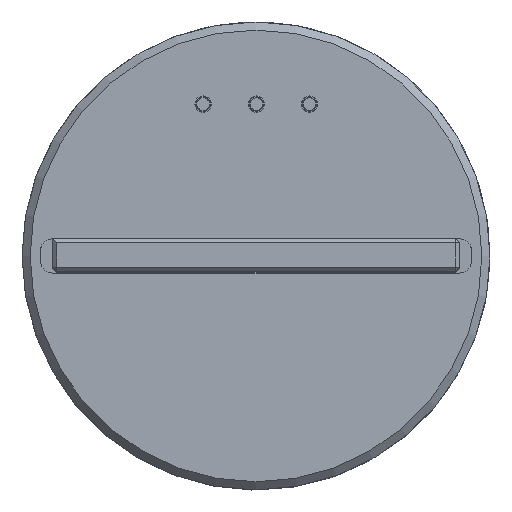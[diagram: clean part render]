
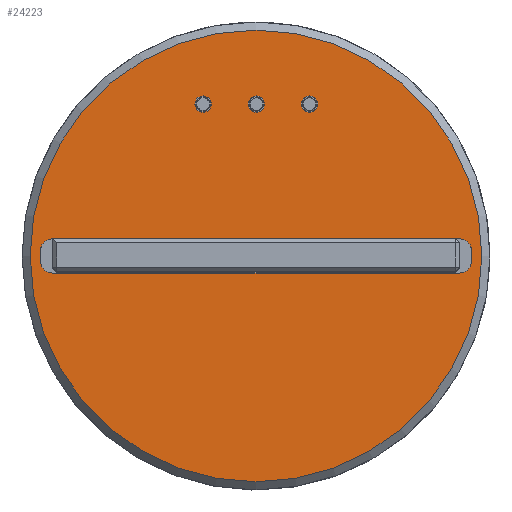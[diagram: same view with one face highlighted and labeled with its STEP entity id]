
A CAD part, top view. The second image highlights one B-rep face of the part: STEP entity #24223.
In plain terms, the highlighted planar face has unit normal (0, 0, 1).
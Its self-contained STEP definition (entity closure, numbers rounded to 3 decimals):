
#1441=FACE_BOUND('',#3930,.T.);
#1442=FACE_BOUND('',#3931,.T.);
#1443=FACE_BOUND('',#3932,.T.);
#1444=FACE_BOUND('',#3933,.T.);
#1560=PLANE('',#25725);
#2601=FACE_OUTER_BOUND('',#3929,.T.);
#3929=EDGE_LOOP('',(#17205));
#3930=EDGE_LOOP('',(#17206));
#3931=EDGE_LOOP('',(#17207));
#3932=EDGE_LOOP('',(#17208,#17209,#17210,#17211,#17212,#17213,#17214,#17215));
#3933=EDGE_LOOP('',(#17216));
#5358=LINE('',#34599,#8169);
#5362=LINE('',#34611,#8173);
#5366=LINE('',#34623,#8177);
#5371=LINE('',#34635,#8182);
#8169=VECTOR('',#27735,10.);
#8173=VECTOR('',#27747,10.);
#8177=VECTOR('',#27759,10.);
#8182=VECTOR('',#27772,10.);
#10976=CIRCLE('',#25682,2.);
#10978=CIRCLE('',#25685,2.);
#10980=CIRCLE('',#25688,3.);
#10982=CIRCLE('',#25692,3.);
#10984=CIRCLE('',#25696,3.);
#10987=CIRCLE('',#25701,3.);
#11003=CIRCLE('',#25720,55.5);
#11007=CIRCLE('',#25726,2.);
#11559=VERTEX_POINT('',#34577);
#11561=VERTEX_POINT('',#34583);
#11563=VERTEX_POINT('',#34589);
#11564=VERTEX_POINT('',#34590);
#11567=VERTEX_POINT('',#34598);
#11569=VERTEX_POINT('',#34604);
#11571=VERTEX_POINT('',#34610);
#11573=VERTEX_POINT('',#34616);
#11575=VERTEX_POINT('',#34622);
#11578=VERTEX_POINT('',#34630);
#11600=VERTEX_POINT('',#34680);
#11606=VERTEX_POINT('',#34696);
#13721=EDGE_CURVE('',#11559,#11559,#10976,.T.);
#13724=EDGE_CURVE('',#11561,#11561,#10978,.T.);
#13727=EDGE_CURVE('',#11563,#11564,#10980,.T.);
#13731=EDGE_CURVE('',#11564,#11567,#5358,.T.);
#13734=EDGE_CURVE('',#11567,#11569,#10982,.T.);
#13737=EDGE_CURVE('',#11569,#11571,#5362,.F.);
#13740=EDGE_CURVE('',#11571,#11573,#10984,.T.);
#13743=EDGE_CURVE('',#11573,#11575,#5366,.T.);
#13747=EDGE_CURVE('',#11575,#11578,#10987,.T.);
#13750=EDGE_CURVE('',#11578,#11563,#5371,.F.);
#13773=EDGE_CURVE('',#11600,#11600,#11003,.T.);
#13780=EDGE_CURVE('',#11606,#11606,#11007,.T.);
#17205=ORIENTED_EDGE('',*,*,#13773,.F.);
#17206=ORIENTED_EDGE('',*,*,#13721,.T.);
#17207=ORIENTED_EDGE('',*,*,#13724,.T.);
#17208=ORIENTED_EDGE('',*,*,#13734,.F.);
#17209=ORIENTED_EDGE('',*,*,#13731,.F.);
#17210=ORIENTED_EDGE('',*,*,#13727,.F.);
#17211=ORIENTED_EDGE('',*,*,#13750,.F.);
#17212=ORIENTED_EDGE('',*,*,#13747,.F.);
#17213=ORIENTED_EDGE('',*,*,#13743,.F.);
#17214=ORIENTED_EDGE('',*,*,#13740,.F.);
#17215=ORIENTED_EDGE('',*,*,#13737,.F.);
#17216=ORIENTED_EDGE('',*,*,#13780,.T.);
#24223=ADVANCED_FACE('',(#2601,#1441,#1442,#1443,#1444),#1560,.F.);
#25682=AXIS2_PLACEMENT_3D('',#34578,#27713,#27714);
#25685=AXIS2_PLACEMENT_3D('',#34584,#27720,#27721);
#25688=AXIS2_PLACEMENT_3D('',#34591,#27727,#27728);
#25692=AXIS2_PLACEMENT_3D('',#34605,#27740,#27741);
#25696=AXIS2_PLACEMENT_3D('',#34617,#27752,#27753);
#25701=AXIS2_PLACEMENT_3D('',#34631,#27766,#27767);
#25720=AXIS2_PLACEMENT_3D('',#34682,#27814,#27815);
#25725=AXIS2_PLACEMENT_3D('',#34695,#27827,#27828);
#25726=AXIS2_PLACEMENT_3D('',#34697,#27829,#27830);
#27713=DIRECTION('center_axis',(0.,0.,-1.));
#27714=DIRECTION('ref_axis',(-1.,0.,0.));
#27720=DIRECTION('center_axis',(0.,0.,-1.));
#27721=DIRECTION('ref_axis',(-1.,0.,0.));
#27727=DIRECTION('center_axis',(0.,0.,1.));
#27728=DIRECTION('ref_axis',(-0.707,0.707,0.));
#27735=DIRECTION('',(0.,-1.,0.));
#27740=DIRECTION('center_axis',(0.,0.,1.));
#27741=DIRECTION('ref_axis',(-0.707,-0.707,0.));
#27747=DIRECTION('',(-1.,0.,0.));
#27752=DIRECTION('center_axis',(0.,0.,1.));
#27753=DIRECTION('ref_axis',(0.707,-0.707,0.));
#27759=DIRECTION('',(0.,1.,0.));
#27766=DIRECTION('center_axis',(0.,0.,1.));
#27767=DIRECTION('ref_axis',(0.707,0.707,0.));
#27772=DIRECTION('',(1.,0.,0.));
#27814=DIRECTION('center_axis',(0.,0.,-1.));
#27815=DIRECTION('ref_axis',(1.,0.,0.));
#27827=DIRECTION('center_axis',(0.,0.,-1.));
#27828=DIRECTION('ref_axis',(1.,0.,0.));
#27829=DIRECTION('center_axis',(0.,0.,-1.));
#27830=DIRECTION('ref_axis',(-1.,0.,0.));
#34577=CARTESIAN_POINT('',(38.995,41.32,0.));
#34578=CARTESIAN_POINT('Origin',(36.995,41.32,0.));
#34583=CARTESIAN_POINT('',(65.153,41.32,0.));
#34584=CARTESIAN_POINT('Origin',(63.153,41.32,0.));
#34589=CARTESIAN_POINT('',(0.,8.2,0.));
#34590=CARTESIAN_POINT('',(-3.,5.2,0.));
#34591=CARTESIAN_POINT('Origin',(0.,5.2,0.));
#34598=CARTESIAN_POINT('',(-3.,2.8,0.));
#34599=CARTESIAN_POINT('',(-3.,3.,0.));
#34604=CARTESIAN_POINT('',(0.,-0.2,0.));
#34605=CARTESIAN_POINT('Origin',(0.,2.8,0.));
#34610=CARTESIAN_POINT('',(100.,-0.2,0.));
#34611=CARTESIAN_POINT('',(25.,-0.2,0.));
#34616=CARTESIAN_POINT('',(103.,2.8,0.));
#34617=CARTESIAN_POINT('Origin',(100.,2.8,0.));
#34622=CARTESIAN_POINT('',(103.,5.2,0.));
#34623=CARTESIAN_POINT('',(103.,3.,0.));
#34630=CARTESIAN_POINT('',(100.,8.2,0.));
#34631=CARTESIAN_POINT('Origin',(100.,5.2,0.));
#34635=CARTESIAN_POINT('',(75.,8.2,0.));
#34680=CARTESIAN_POINT('',(-5.5,4.,0.));
#34682=CARTESIAN_POINT('Origin',(50.,4.,0.));
#34695=CARTESIAN_POINT('Origin',(50.,4.,0.));
#34696=CARTESIAN_POINT('',(52.076,41.32,0.));
#34697=CARTESIAN_POINT('Origin',(50.076,41.32,0.));
